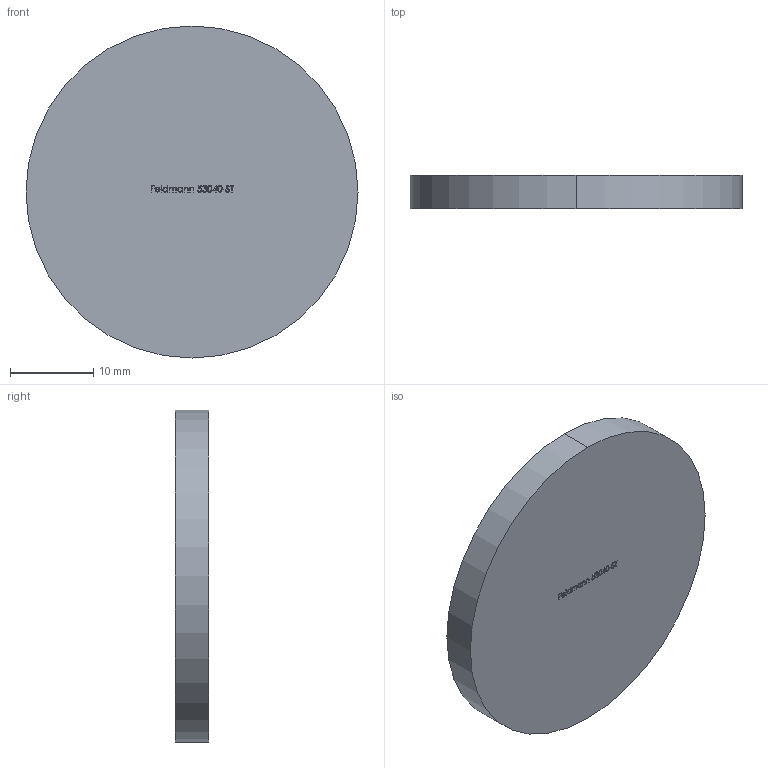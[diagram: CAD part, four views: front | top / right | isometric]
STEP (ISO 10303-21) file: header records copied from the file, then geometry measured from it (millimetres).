
FILE_DESCRIPTION (( 'STEP AP203' ), '1' );
FILE_NAME ('53040-ST.step', '2019-04-03T11:38:39', ( '' ), ( '' ), 'SwSTEP 2.0', 'SolidWorks 2015', '' );
FILE_SCHEMA (( 'CONFIG_CONTROL_DESIGN' ));
Length unit declared in the file: millimetre
Products named in the file (1): 53040-ST
Bounding box: 40 x 4 x 40 mm (x, y, z)
Volume: 5026.4 mm3; surface area: 3021.3 mm2
Topology: 1 solids, 1 shells, 219 faces, 585 edges, 390 vertices
Faces by surface type: plane 114, bspline 103, cylinder 2
Entity records: 12310 total; most frequent: CARTESIAN_POINT 7466, ORIENTED_EDGE 1170, DIRECTION 617, EDGE_CURVE 585, VERTEX_POINT 390, VECTOR 375, LINE 375, EDGE_LOOP 241
